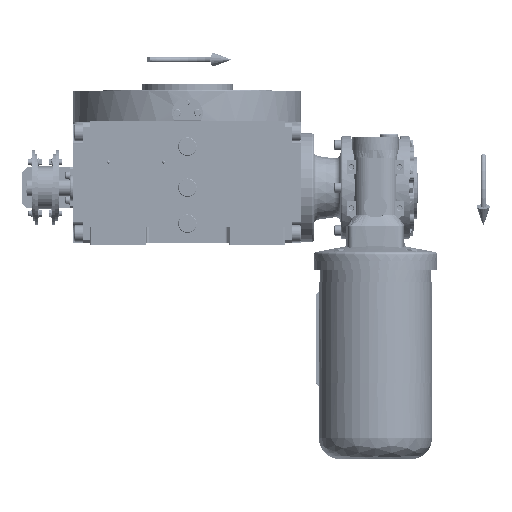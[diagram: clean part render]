
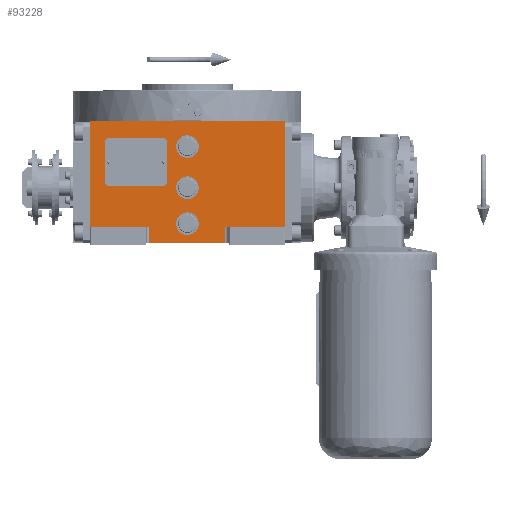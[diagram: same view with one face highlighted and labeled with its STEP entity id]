
A CAD part, top view. The second image highlights one B-rep face of the part: STEP entity #93228.
In plain terms, the highlighted planar face has unit normal (0, 0, 1).
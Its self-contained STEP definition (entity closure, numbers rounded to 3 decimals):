
#1953 = DIRECTION ( 'NONE',  ( 0., 0., 1. ) ) ;
#2971 = VECTOR ( 'NONE', #18368, 1000. ) ;
#4118 = DIRECTION ( 'NONE',  ( 0., 1., 0. ) ) ;
#4485 = DIRECTION ( 'NONE',  ( 1., 0., 0. ) ) ;
#5888 = CARTESIAN_POINT ( 'NONE',  ( 37., -38.5, 163.5 ) ) ;
#5968 = ORIENTED_EDGE ( 'NONE', *, *, #79083, .F. ) ;
#6547 = ORIENTED_EDGE ( 'NONE', *, *, #21345, .F. ) ;
#7516 = DIRECTION ( 'NONE',  ( 1., 0., 0. ) ) ;
#9664 = EDGE_CURVE ( 'NONE', #63247, #143464, #31840, .T. ) ;
#10012 = CARTESIAN_POINT ( 'NONE',  ( -11., 0., 163.5 ) ) ;
#10946 = VECTOR ( 'NONE', #4118, 1000. ) ;
#11982 = DIRECTION ( 'NONE',  ( 0., 0., 1. ) ) ;
#15089 = CARTESIAN_POINT ( 'NONE',  ( -94.5, 64.5, 163.5 ) ) ;
#15907 = DIRECTION ( 'NONE',  ( -1., 0., 0. ) ) ;
#17199 = VECTOR ( 'NONE', #37284, 1000. ) ;
#17379 = CIRCLE ( 'NONE', #111140, 11. ) ;
#18217 = CARTESIAN_POINT ( 'NONE',  ( 0., 40., 163.5 ) ) ;
#18368 = DIRECTION ( 'NONE',  ( 0., -1., 0. ) ) ;
#18394 = FACE_BOUND ( 'NONE', #163478, .T. ) ;
#20335 = ORIENTED_EDGE ( 'NONE', *, *, #9664, .T. ) ;
#21022 = EDGE_CURVE ( 'NONE', #34730, #154899, #131470, .T. ) ;
#21300 = CARTESIAN_POINT ( 'NONE',  ( 11., 40., 163.5 ) ) ;
#21345 = EDGE_CURVE ( 'NONE', #154899, #34730, #104803, .T. ) ;
#23898 = CARTESIAN_POINT ( 'NONE',  ( 94.5, 64.5, 163.5 ) ) ;
#24286 = ORIENTED_EDGE ( 'NONE', *, *, #66644, .F. ) ;
#24647 = CARTESIAN_POINT ( 'NONE',  ( -11., 40., 163.5 ) ) ;
#26913 = DIRECTION ( 'NONE',  ( 1., 0., 0. ) ) ;
#29293 = DIRECTION ( 'NONE',  ( 0., 0., 1. ) ) ;
#29432 = DIRECTION ( 'NONE',  ( -1., 0., 0. ) ) ;
#29813 = AXIS2_PLACEMENT_3D ( 'NONE', #91033, #80088, #79250 ) ;
#30336 = EDGE_CURVE ( 'NONE', #143464, #124782, #46441, .T. ) ;
#31369 = ORIENTED_EDGE ( 'NONE', *, *, #21022, .F. ) ;
#31494 = VERTEX_POINT ( 'NONE', #24647 ) ;
#31840 = LINE ( 'NONE', #5888, #152195 ) ;
#32151 = VERTEX_POINT ( 'NONE', #10012 ) ;
#33726 = AXIS2_PLACEMENT_3D ( 'NONE', #18217, #69349, #55102 ) ;
#34527 = CARTESIAN_POINT ( 'NONE',  ( 11., 0., 163.5 ) ) ;
#34730 = VERTEX_POINT ( 'NONE', #45928 ) ;
#37284 = DIRECTION ( 'NONE',  ( 0., 1., 0. ) ) ;
#38838 = DIRECTION ( 'NONE',  ( -1., 0., 0. ) ) ;
#42692 = VERTEX_POINT ( 'NONE', #34527 ) ;
#43758 = EDGE_LOOP ( 'NONE', ( #63720, #77470, #20335, #129478, #24286, #5968, #144543, #160113 ) ) ;
#43955 = AXIS2_PLACEMENT_3D ( 'NONE', #44329, #155966, #95497 ) ;
#44329 = CARTESIAN_POINT ( 'NONE',  ( -94.5, -53.5, 163.5 ) ) ;
#44455 = CARTESIAN_POINT ( 'NONE',  ( -11., -35., 163.5 ) ) ;
#45928 = CARTESIAN_POINT ( 'NONE',  ( 11., -35., 163.5 ) ) ;
#46441 = LINE ( 'NONE', #88339, #150261 ) ;
#48867 = CARTESIAN_POINT ( 'NONE',  ( 0., 0., 163.5 ) ) ;
#49682 = DIRECTION ( 'NONE',  ( 1., 0., 0. ) ) ;
#51309 = ORIENTED_EDGE ( 'NONE', *, *, #104393, .F. ) ;
#51877 = VERTEX_POINT ( 'NONE', #66206 ) ;
#53354 = EDGE_CURVE ( 'NONE', #139523, #71808, #141795, .T. ) ;
#53656 = ORIENTED_EDGE ( 'NONE', *, *, #116915, .F. ) ;
#55102 = DIRECTION ( 'NONE',  ( 1., 0., 0. ) ) ;
#56121 = FACE_BOUND ( 'NONE', #153828, .T. ) ;
#56156 = ORIENTED_EDGE ( 'NONE', *, *, #59594, .F. ) ;
#59594 = EDGE_CURVE ( 'NONE', #105443, #31494, #106086, .T. ) ;
#61659 = CARTESIAN_POINT ( 'NONE',  ( -37., -53.5, 163.5 ) ) ;
#62186 = CARTESIAN_POINT ( 'NONE',  ( -37., -53.5, 163.5 ) ) ;
#62481 = LINE ( 'NONE', #61659, #17199 ) ;
#63247 = VERTEX_POINT ( 'NONE', #81907 ) ;
#63720 = ORIENTED_EDGE ( 'NONE', *, *, #53354, .T. ) ;
#66206 = CARTESIAN_POINT ( 'NONE',  ( -37., -38.5, 163.5 ) ) ;
#66644 = EDGE_CURVE ( 'NONE', #136847, #124782, #83235, .T. ) ;
#69349 = DIRECTION ( 'NONE',  ( 0., 0., 1. ) ) ;
#70019 = CARTESIAN_POINT ( 'NONE',  ( 94.5, -38.5, 163.5 ) ) ;
#71808 = VERTEX_POINT ( 'NONE', #117065 ) ;
#73660 = VERTEX_POINT ( 'NONE', #145333 ) ;
#77470 = ORIENTED_EDGE ( 'NONE', *, *, #147046, .F. ) ;
#79083 = EDGE_CURVE ( 'NONE', #73660, #136847, #143318, .T. ) ;
#79250 = DIRECTION ( 'NONE',  ( 1., 0., 0. ) ) ;
#79949 = CARTESIAN_POINT ( 'NONE',  ( -94.5, 64.5, 163.5 ) ) ;
#80088 = DIRECTION ( 'NONE',  ( 0., 0., 1. ) ) ;
#81660 = DIRECTION ( 'NONE',  ( 1., 0., 0. ) ) ;
#81907 = CARTESIAN_POINT ( 'NONE',  ( 37., -38.5, 163.5 ) ) ;
#83235 = LINE ( 'NONE', #79949, #106920 ) ;
#87893 = AXIS2_PLACEMENT_3D ( 'NONE', #48867, #11982, #49682 ) ;
#88339 = CARTESIAN_POINT ( 'NONE',  ( 94.5, -38.5, 163.5 ) ) ;
#88420 = CARTESIAN_POINT ( 'NONE',  ( 0., 0., 163.5 ) ) ;
#91033 = CARTESIAN_POINT ( 'NONE',  ( 0., -35., 163.5 ) ) ;
#91384 = EDGE_CURVE ( 'NONE', #139523, #51877, #62481, .T. ) ;
#93228 = ADVANCED_FACE ( 'NONE', ( #18394, #159251, #56121, #107304 ), #119079, .T. ) ;
#94636 = CARTESIAN_POINT ( 'NONE',  ( -94.5, -38.5, 163.5 ) ) ;
#94652 = LINE ( 'NONE', #145813, #2971 ) ;
#95497 = DIRECTION ( 'NONE',  ( 1., 0., 0. ) ) ;
#97088 = EDGE_CURVE ( 'NONE', #73660, #51877, #157989, .T. ) ;
#97898 = EDGE_CURVE ( 'NONE', #31494, #105443, #112136, .T. ) ;
#104393 = EDGE_CURVE ( 'NONE', #42692, #32151, #133389, .T. ) ;
#104803 = CIRCLE ( 'NONE', #142227, 11. ) ;
#105443 = VERTEX_POINT ( 'NONE', #21300 ) ;
#106086 = CIRCLE ( 'NONE', #33726, 11. ) ;
#106920 = VECTOR ( 'NONE', #4485, 1000. ) ;
#107304 = FACE_OUTER_BOUND ( 'NONE', #43758, .T. ) ;
#109355 = VECTOR ( 'NONE', #81660, 1000. ) ;
#111140 = AXIS2_PLACEMENT_3D ( 'NONE', #88420, #144312, #29432 ) ;
#112136 = CIRCLE ( 'NONE', #128142, 11. ) ;
#115740 = VECTOR ( 'NONE', #26913, 1000. ) ;
#116915 = EDGE_CURVE ( 'NONE', #32151, #42692, #17379, .T. ) ;
#117065 = CARTESIAN_POINT ( 'NONE',  ( 37., -53.5, 163.5 ) ) ;
#118244 = CARTESIAN_POINT ( 'NONE',  ( 0., 40., 163.5 ) ) ;
#119079 = PLANE ( 'NONE',  #43955 ) ;
#124782 = VERTEX_POINT ( 'NONE', #23898 ) ;
#128142 = AXIS2_PLACEMENT_3D ( 'NONE', #118244, #29293, #15907 ) ;
#129434 = CARTESIAN_POINT ( 'NONE',  ( 0., -35., 163.5 ) ) ;
#129478 = ORIENTED_EDGE ( 'NONE', *, *, #30336, .T. ) ;
#131470 = CIRCLE ( 'NONE', #29813, 11. ) ;
#133389 = CIRCLE ( 'NONE', #87893, 11. ) ;
#136847 = VERTEX_POINT ( 'NONE', #15089 ) ;
#138275 = CARTESIAN_POINT ( 'NONE',  ( -37., -53.5, 163.5 ) ) ;
#138449 = ORIENTED_EDGE ( 'NONE', *, *, #97898, .F. ) ;
#139523 = VERTEX_POINT ( 'NONE', #138275 ) ;
#141795 = LINE ( 'NONE', #62186, #115740 ) ;
#142227 = AXIS2_PLACEMENT_3D ( 'NONE', #129434, #1953, #38838 ) ;
#143318 = LINE ( 'NONE', #94636, #10946 ) ;
#143464 = VERTEX_POINT ( 'NONE', #70019 ) ;
#144312 = DIRECTION ( 'NONE',  ( 0., 0., 1. ) ) ;
#144543 = ORIENTED_EDGE ( 'NONE', *, *, #97088, .T. ) ;
#145333 = CARTESIAN_POINT ( 'NONE',  ( -94.5, -38.5, 163.5 ) ) ;
#145813 = CARTESIAN_POINT ( 'NONE',  ( 37., -38.5, 163.5 ) ) ;
#147046 = EDGE_CURVE ( 'NONE', #63247, #71808, #94652, .T. ) ;
#147884 = EDGE_LOOP ( 'NONE', ( #31369, #6547 ) ) ;
#150261 = VECTOR ( 'NONE', #163045, 1000. ) ;
#152195 = VECTOR ( 'NONE', #7516, 1000. ) ;
#153828 = EDGE_LOOP ( 'NONE', ( #56156, #138449 ) ) ;
#154899 = VERTEX_POINT ( 'NONE', #44455 ) ;
#155966 = DIRECTION ( 'NONE',  ( 0., 0., 1. ) ) ;
#156334 = CARTESIAN_POINT ( 'NONE',  ( -94.5, -38.5, 163.5 ) ) ;
#157989 = LINE ( 'NONE', #156334, #109355 ) ;
#159251 = FACE_BOUND ( 'NONE', #147884, .T. ) ;
#160113 = ORIENTED_EDGE ( 'NONE', *, *, #91384, .F. ) ;
#163045 = DIRECTION ( 'NONE',  ( 0., 1., 0. ) ) ;
#163478 = EDGE_LOOP ( 'NONE', ( #51309, #53656 ) ) ;
